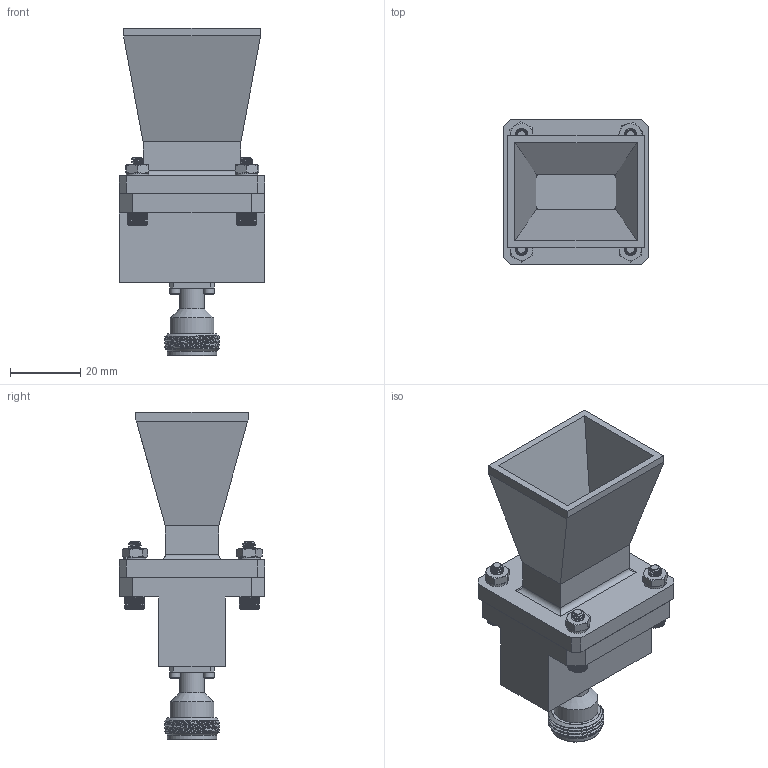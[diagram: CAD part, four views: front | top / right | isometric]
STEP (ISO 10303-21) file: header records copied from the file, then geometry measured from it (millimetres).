
FILE_DESCRIPTION (( 'STEP AP214' ), '1' );
FILE_NAME ('FMWAN090-10ELNF_3D.STEP', '2021-11-09T22:46:39', ( '' ), ( '' ), 'SwSTEP 2.0', 'SolidWorks 2021', '' );
FILE_SCHEMA (( 'AUTOMOTIVE_DESIGN' ));
Length unit declared in the file: inch
Products named in the file (6): 6-32SH-HXx.625_92196A150; PEWAN090-10; PE9868; 6-LW; 6-32HN-NARROW_90730A007; FMWAN090-10ELNF_3D
Assembly tree (14 placements, depth 2):
  FMWAN090-10ELNF_3D
    6-32HN-NARROW_90730A007  x4
    6-32SH-HXx.625_92196A150  x4
    6-LW  x4
    PE9868
    PEWAN090-10
Bounding box: 41.4 x 41.4 x 93.24 mm (x, y, z)
Volume: 40044 mm3; surface area: 25479.7 mm2
Topology: 15 solids, 15 shells, 1129 faces, 2573 edges, 1499 vertices
Faces by surface type: plane 687, cone 369, cylinder 50, bspline 23
Full cylindrical faces by diameter (mm): 0.254 x1, 1.524 x1, 2.54 x1, 2.997 x4, 4.3 x4, 4.318 x4, 7.112 x1, 7.366 x1, 8.382 x1, 12.447 x1, 13.971 x2
Entity records: 16075 total; most frequent: CARTESIAN_POINT 6891, ORIENTED_EDGE 1870, DIRECTION 1668, EDGE_CURVE 935, AXIS2_PLACEMENT_3D 631, VERTEX_POINT 575, EDGE_LOOP 502, FACE_OUTER_BOUND 448
